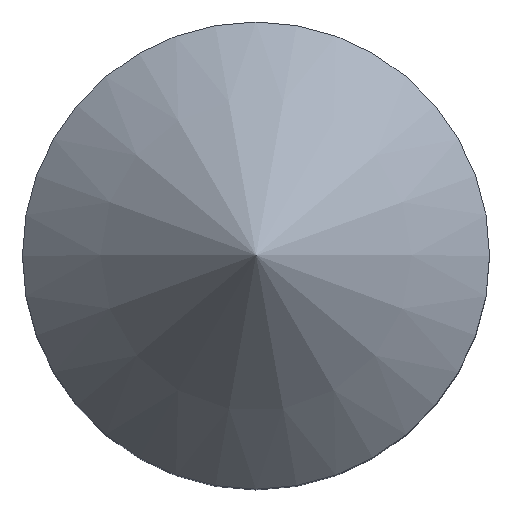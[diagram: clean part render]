
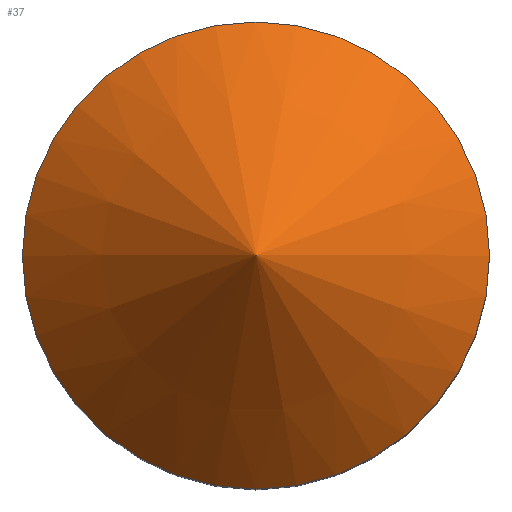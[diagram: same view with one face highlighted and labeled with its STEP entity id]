
A CAD part, top view. The second image highlights one B-rep face of the part: STEP entity #37.
In plain terms, the highlighted conical face has half-angle 45 degrees and reference radius 0.65 mm.
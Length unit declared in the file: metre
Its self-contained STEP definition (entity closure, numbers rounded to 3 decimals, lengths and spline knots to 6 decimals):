
#37 = ADVANCED_FACE( '', ( #74, #75 ), #76, .T. );
#74 = FACE_OUTER_BOUND( '', #115, .T. );
#75 = FACE_BOUND( '', #116, .T. );
#76 = CONICAL_SURFACE( '', #117, 0.00065, 0.785 );
#115 = EDGE_LOOP( '', ( #145 ) );
#116 = VERTEX_LOOP( '', #146 );
#117 = AXIS2_PLACEMENT_3D( '', #147, #148, #149 );
#145 = ORIENTED_EDGE( '', *, *, #190, .F. );
#146 = VERTEX_POINT( '', #191 );
#147 = CARTESIAN_POINT( '', ( 0., 0., 0.03265 ) );
#148 = DIRECTION( '', ( 0., 0., -1. ) );
#149 = DIRECTION( '', ( -1., 0., 0. ) );
#190 = EDGE_CURVE( '', #205, #205, #206, .F. );
#191 = CARTESIAN_POINT( '', ( 0., 0., 0.0333 ) );
#205 = VERTEX_POINT( '', #225 );
#206 = CIRCLE( '', #226, 0.00065 );
#225 = CARTESIAN_POINT( '', ( 0.00065, 0., 0.03265 ) );
#226 = AXIS2_PLACEMENT_3D( '', #244, #245, #246 );
#244 = CARTESIAN_POINT( '', ( 0., 0., 0.03265 ) );
#245 = DIRECTION( '', ( 0., 0., 1. ) );
#246 = DIRECTION( '', ( 1., 0., 0. ) );
